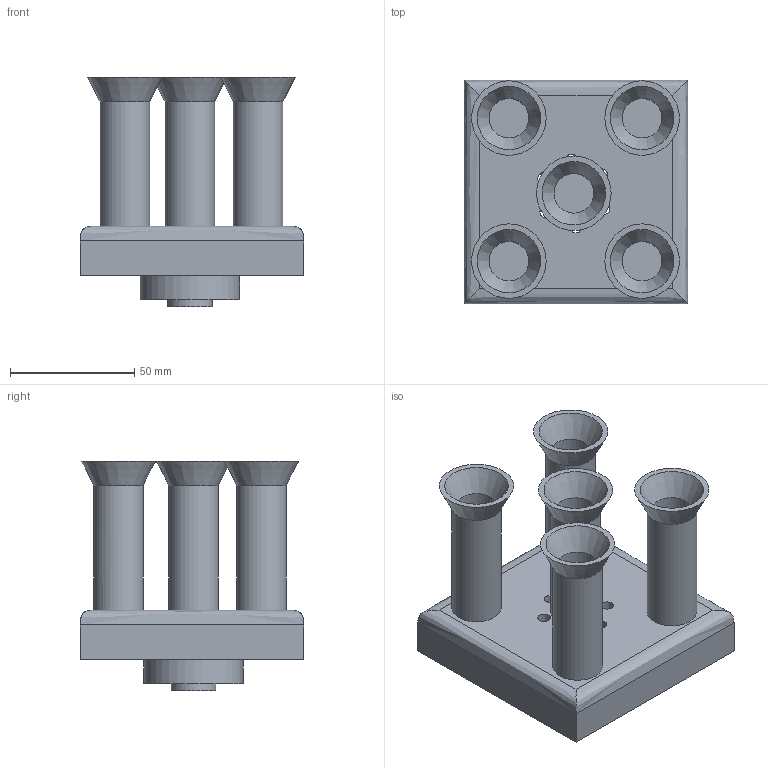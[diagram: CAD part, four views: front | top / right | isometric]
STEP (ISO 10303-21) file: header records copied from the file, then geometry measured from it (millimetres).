
FILE_DESCRIPTION(/* description */ (''),/* implementation_level */ '2;1');
FILE_NAME(/* name */ 'SUPTOOLS (v4).step',/* time_stamp */ '2023-12-10T15:57:47-06:00',/* author */ (''),/* organization */ (''),/* preprocessor_version */ 'ST-DEVELOPER v20',/* originating_system */ 'Autodesk Translation Framework v12.14.0.127',/* authorisation */ '');
FILE_SCHEMA (('AUTOMOTIVE_DESIGN { 1 0 10303 214 3 1 1 }'));
Length unit declared in the file: millimetre
Products named in the file (1): SUPTOOLS (v2~recovered)
Bounding box: 90 x 90 x 92.58 mm (x, y, z)
Volume: 206006.6 mm3; surface area: 63303.3 mm2
Topology: 1 solids, 1 shells, 52 faces, 112 edges, 72 vertices
Faces by surface type: plane 20, cylinder 18, cone 10, bspline 4
Full cylindrical faces by diameter (mm): 5 x6, 16 x5, 18 x1, 20 x5, 40 x1
Entity records: 1657 total; most frequent: CARTESIAN_POINT 449, DIRECTION 254, ORIENTED_EDGE 224, EDGE_CURVE 112, AXIS2_PLACEMENT_3D 109, EDGE_LOOP 74, VERTEX_POINT 72, CIRCLE 60
